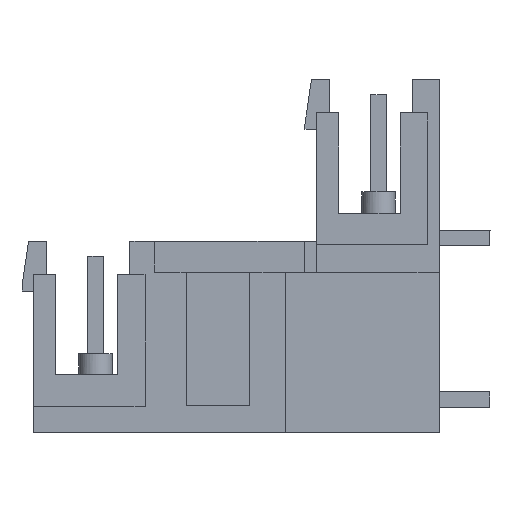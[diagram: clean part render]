
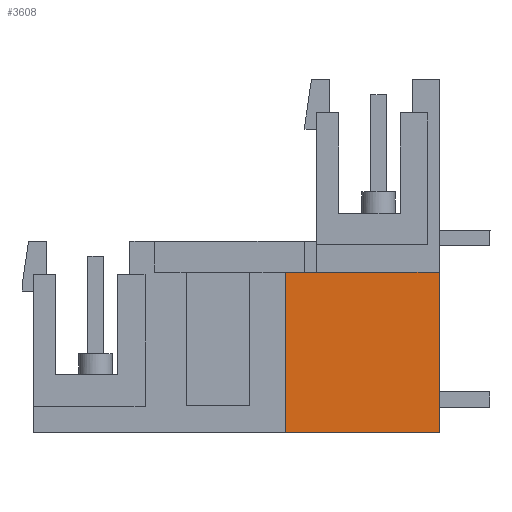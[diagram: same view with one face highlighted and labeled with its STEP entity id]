
A CAD part, left-side view. The second image highlights one B-rep face of the part: STEP entity #3608.
In plain terms, the highlighted planar face has unit normal (-1, 0, 0).
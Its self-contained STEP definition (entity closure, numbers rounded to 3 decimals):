
#3588=AXIS2_PLACEMENT_3D('Plane Axis2P3D',#3585,#3586,#3587) ;
#1624=CARTESIAN_POINT('Vertex',(2.52,3.2,10.06)) ;
#1627=CARTESIAN_POINT('Line Origine',(2.52,3.2,5.03)) ;
#1631=CARTESIAN_POINT('Vertex',(2.52,3.2,0.)) ;
#3563=CARTESIAN_POINT('Line Origine',(2.52,8.025,0.)) ;
#3567=CARTESIAN_POINT('Vertex',(2.52,12.85,0.)) ;
#3585=CARTESIAN_POINT('Axis2P3D Location',(2.52,3.2,10.06)) ;
#3590=CARTESIAN_POINT('Line Origine',(2.52,8.025,10.06)) ;
#3594=CARTESIAN_POINT('Vertex',(2.52,12.85,10.06)) ;
#3597=CARTESIAN_POINT('Line Origine',(2.52,12.85,5.03)) ;
#1628=DIRECTION('Vector Direction',(0.,0.,-1.)) ;
#3564=DIRECTION('Vector Direction',(0.,1.,0.)) ;
#3586=DIRECTION('Axis2P3D Direction',(-1.,0.,0.)) ;
#3587=DIRECTION('Axis2P3D XDirection',(0.,1.,0.)) ;
#3591=DIRECTION('Vector Direction',(0.,1.,0.)) ;
#3598=DIRECTION('Vector Direction',(0.,0.,-1.)) ;
#1629=VECTOR('Line Direction',#1628,1.) ;
#3565=VECTOR('Line Direction',#3564,1.) ;
#3592=VECTOR('Line Direction',#3591,1.) ;
#3599=VECTOR('Line Direction',#3598,1.) ;
#3603=ORIENTED_EDGE('',*,*,#1633,.F.) ;
#3604=ORIENTED_EDGE('',*,*,#3596,.T.) ;
#3605=ORIENTED_EDGE('',*,*,#3601,.T.) ;
#3606=ORIENTED_EDGE('',*,*,#3569,.F.) ;
#3608=ADVANCED_FACE('HOUSING',(#3607),#3589,.T.) ;
#1633=EDGE_CURVE('',#1625,#1632,#1630,.T.) ;
#3569=EDGE_CURVE('',#1632,#3568,#3566,.T.) ;
#3596=EDGE_CURVE('',#1625,#3595,#3593,.T.) ;
#3601=EDGE_CURVE('',#3595,#3568,#3600,.T.) ;
#3602=EDGE_LOOP('',(#3603,#3604,#3605,#3606)) ;
#3607=FACE_OUTER_BOUND('',#3602,.T.) ;
#1630=LINE('Line',#1627,#1629) ;
#3566=LINE('Line',#3563,#3565) ;
#3593=LINE('Line',#3590,#3592) ;
#3600=LINE('Line',#3597,#3599) ;
#3589=PLANE('',#3588) ;
#1625=VERTEX_POINT('',#1624) ;
#1632=VERTEX_POINT('',#1631) ;
#3568=VERTEX_POINT('',#3567) ;
#3595=VERTEX_POINT('',#3594) ;
